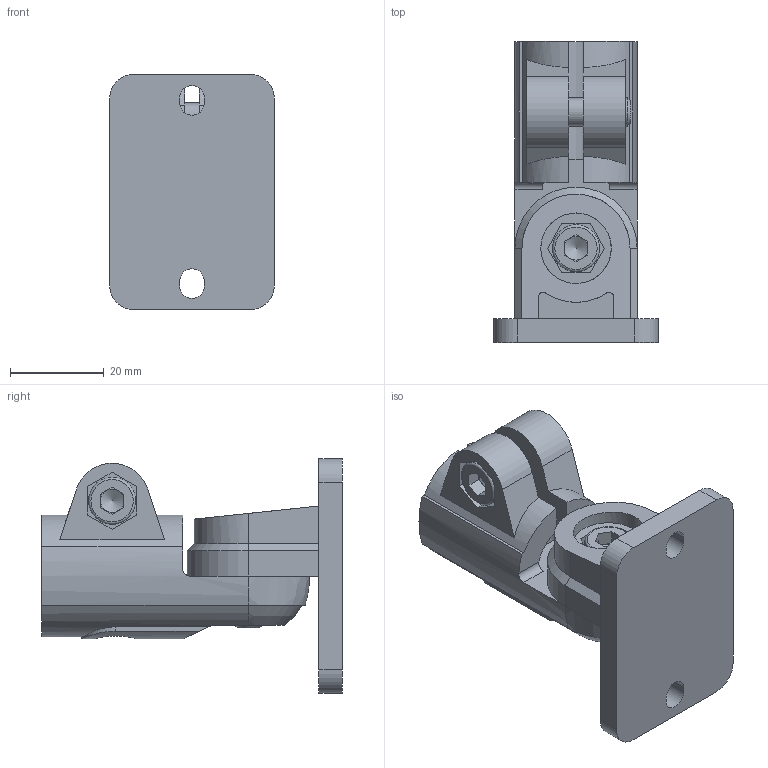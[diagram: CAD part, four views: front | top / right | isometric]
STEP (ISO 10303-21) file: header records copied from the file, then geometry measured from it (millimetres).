
FILE_DESCRIPTION( ( 'STEP AP214' ), '1' );
FILE_NAME( 'K0490.514.stp', '2020-12-08T10:29:13', ( '' ), ( '' ), ' ', 'PARTsolutions', ' ' );
FILE_SCHEMA( ( 'AUTOMOTIVE_DESIGN { 1 0 10303 214 1 1 1 1 }' ) );
Length unit declared in the file: millimetre
Products named in the file (4): K0490.514; _K0490.514_gelenkklemmstueck_1; _K0869.06X16; _K0490.514_gelenkklemmstueck2
Assembly tree (4 placements, depth 2):
  K0490.514
    _K0490.514_gelenkklemmstueck_1
    _K0869.06X16  x2
    _K0490.514_gelenkklemmstueck2
Bounding box: 35 x 64 x 50 mm (x, y, z)
Volume: 34617.9 mm3; surface area: 16470.1 mm2
Topology: 4 solids, 4 shells, 153 faces, 377 edges, 245 vertices
Faces by surface type: plane 105, cylinder 39, cone 5, torus 2, bspline 1, sphere 1
Full cylindrical faces by diameter (mm): 6 x2, 6.5 x2, 7.5 x2, 9 x1, 10 x2, 14 x2, 15 x1, 20 x2
Entity records: 5241 total; most frequent: CARTESIAN_POINT 893, DIRECTION 672, ORIENTED_EDGE 632, EDGE_CURVE 316, AXIS2_PLACEMENT_3D 226, LINE 220, VECTOR 220, VERTEX_POINT 217
